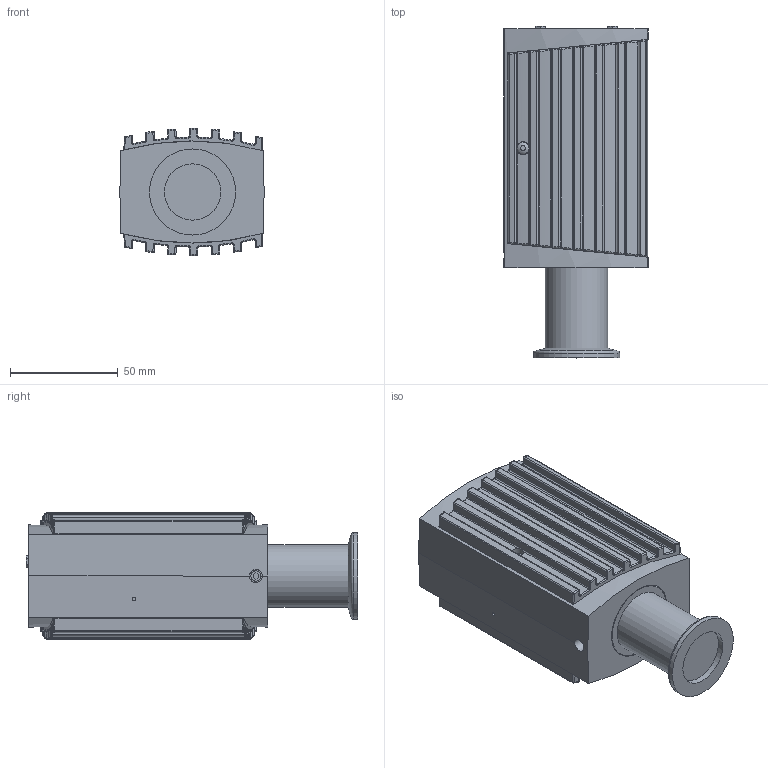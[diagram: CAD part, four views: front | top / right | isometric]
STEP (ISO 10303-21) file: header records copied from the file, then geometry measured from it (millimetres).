
FILE_DESCRIPTION((''),'2;1');
FILE_NAME('M353-550.stp','2013-04-04T11:12:45',('GELH'),(''),'Autodesk Inventor 2012','Autodesk Inventor 2012','');
FILE_SCHEMA(('AUTOMOTIVE_DESIGN { 1 0 10303 214 1 1 1 1 }'));
Length unit declared in the file: millimetre
Products named in the file (1): M353-550
Bounding box: 67 x 154.1 x 59 mm (x, y, z)
Volume: 120325.2 mm3; surface area: 85666.6 mm2
Topology: 4 solids, 4 shells, 743 faces, 1935 edges, 1218 vertices
Faces by surface type: plane 332, cylinder 241, bspline 100, sphere 58, torus 7, cone 5
Full cylindrical faces by diameter (mm): 1.5 x2, 2.3 x2, 2.4 x2, 2.8 x2, 3 x6, 3.2 x6, 4 x1, 4.2 x3, 4.8 x1, 5.6 x2, 6 x3, 15 x1, 24.8 x1, 25 x1, 25.6 x1, 26 x1, 26.2 x1, 28.7 x1, 29 x1, 31.95 x2, 32 x1, 40 x1
Entity records: 30523 total; most frequent: CARTESIAN_POINT 12231, DIRECTION 3955, ORIENTED_EDGE 3716, EDGE_CURVE 1858, AXIS2_PLACEMENT_3D 1503, VERTEX_POINT 1199, VECTOR 949, LINE 949
